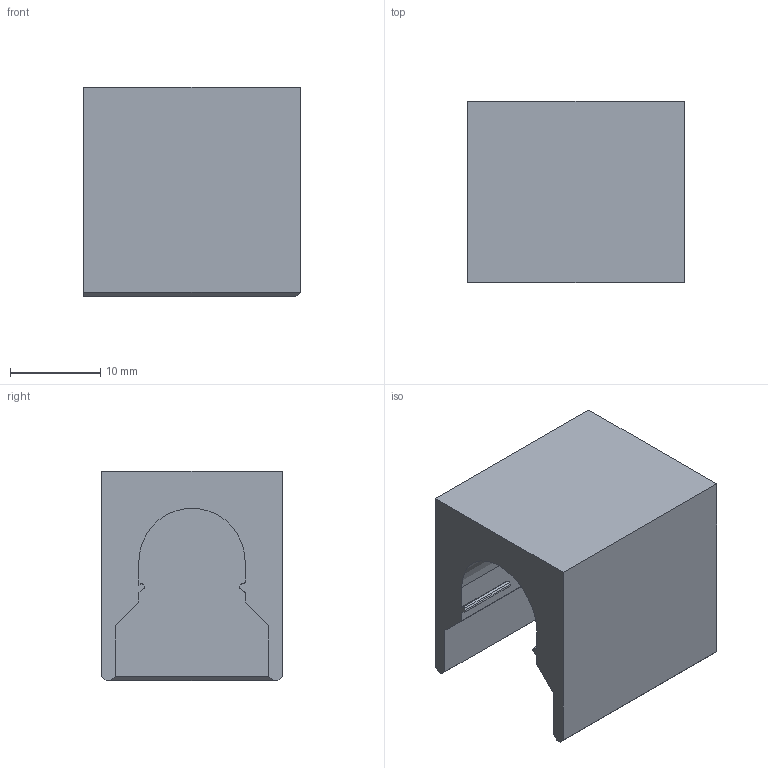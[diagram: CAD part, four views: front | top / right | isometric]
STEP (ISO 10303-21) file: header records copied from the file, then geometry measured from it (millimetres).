
FILE_DESCRIPTION(/* description */ (''),/* implementation_level */ '2;1');
FILE_NAME(/* name */ 'IMA-Vac-Fix.step',/* time_stamp */ '2024-07-27T03:10:56+02:00',/* author */ (''),/* organization */ (''),/* preprocessor_version */ 'ST-DEVELOPER v20',/* originating_system */ 'Autodesk Translation Framework v13.14.0.145',/* authorisation */ '');
FILE_SCHEMA (('AUTOMOTIVE_DESIGN { 1 0 10303 214 3 1 1 }'));
Length unit declared in the file: millimetre
Products named in the file (2): IMA-Vac-Fix; Component1
Assembly tree (1 placements, depth 2):
  IMA-Vac-Fix
    Component1
Bounding box: 24 x 20 x 23.23 mm (x, y, z)
Volume: 5795.4 mm3; surface area: 3625.7 mm2
Topology: 1 solids, 1 shells, 33 faces, 89 edges, 58 vertices
Faces by surface type: plane 26, cylinder 7
Entity records: 1078 total; most frequent: CARTESIAN_POINT 183, ORIENTED_EDGE 178, DIRECTION 175, EDGE_CURVE 89, LINE 75, VECTOR 75, VERTEX_POINT 58, AXIS2_PLACEMENT_3D 50
